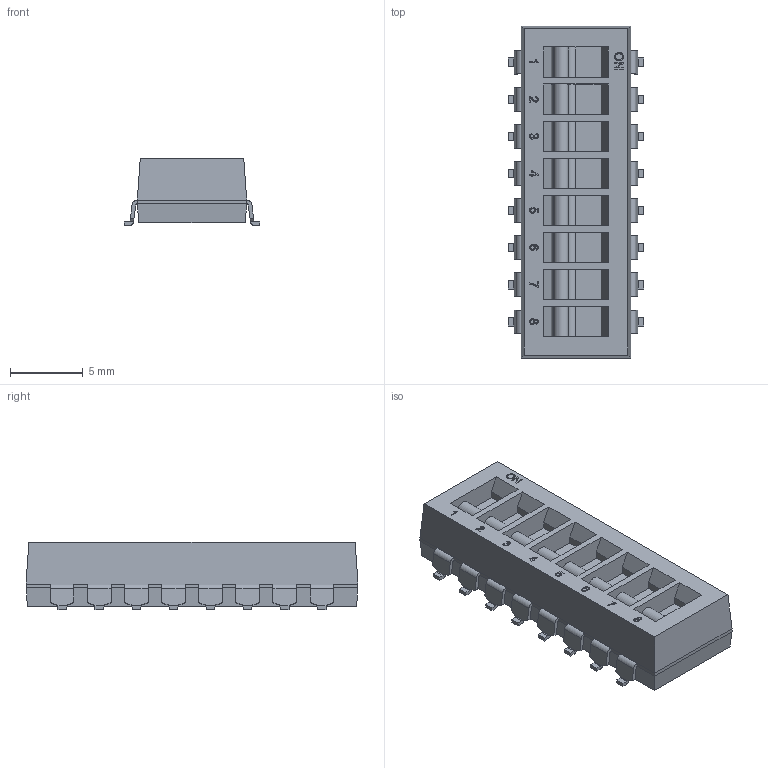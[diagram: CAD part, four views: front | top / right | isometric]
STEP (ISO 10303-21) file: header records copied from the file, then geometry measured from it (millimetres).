
FILE_DESCRIPTION(/* description */ (''),/* implementation_level */ '2;1');
FILE_NAME(/* name */ 'SW_OMRON_A6SN-8101.stp',/* time_stamp */ '2016-11-04T16:54:09+01:00',/* author */ ('riccim'),/* organization */ (''),/* preprocessor_version */ 'ST-DEVELOPER v15.5',/* originating_system */ 'AutoCAD Mechanical',/* authorisation */ '');
FILE_SCHEMA (('AUTOMOTIVE_DESIGN { 1 0 10303 214 3 1 1 }'));
Length unit declared in the file: millimetre
Products named in the file (1): Product
Bounding box: 9.3 x 22.76 x 4.6 mm (x, y, z)
Volume: 661.6 mm3; surface area: 1079.4 mm2
Topology: 51 solids, 51 shells, 1723 faces, 4786 edges, 3188 vertices
Faces by surface type: plane 1635, cylinder 88
Entity records: 54101 total; most frequent: CARTESIAN_POINT 9698, ORIENTED_EDGE 9572, DIRECTION 8410, EDGE_CURVE 4786, LINE 4610, VECTOR 4610, VERTEX_POINT 3188, AXIS2_PLACEMENT_3D 1900
